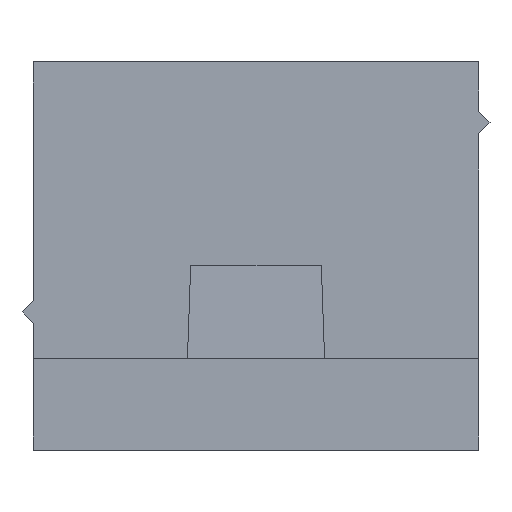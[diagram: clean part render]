
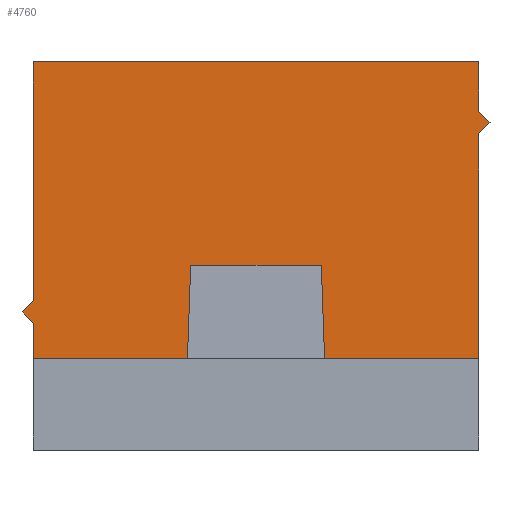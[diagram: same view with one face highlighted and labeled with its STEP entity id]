
A CAD part, left-side view. The second image highlights one B-rep face of the part: STEP entity #4760.
In plain terms, the highlighted face is planar.
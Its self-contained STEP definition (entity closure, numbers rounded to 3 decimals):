
#250=CARTESIAN_POINT('',(1.078,19.,
15.));
#260=DIRECTION('',(1.,0.,0.));
#270=VECTOR('',#260,1.);
#280=LINE('',#250,#270);
#290=CARTESIAN_POINT('',(-56.15,19.,
15.));
#300=VERTEX_POINT('',#290);
#310=CARTESIAN_POINT('',(-36.65,19.,
15.));
#320=VERTEX_POINT('',#310);
#330=EDGE_CURVE('',#300,#320,#280,.T.);
#1720=CARTESIAN_POINT('',(-36.65,19.,
3.55));
#1730=VERTEX_POINT('',#1720);
#1780=CARTESIAN_POINT('',(-36.65,19.,
0.));
#1790=DIRECTION('',(0.,0.,1.));
#1800=VECTOR('',#1790,1.);
#1810=LINE('',#1780,#1800);
#1820=CARTESIAN_POINT('',(-36.65,19.,
2.));
#1830=VERTEX_POINT('',#1820);
#1840=EDGE_CURVE('',#1830,#1730,#1810,.T.);
#2340=CARTESIAN_POINT('',(-36.15,19.,
4.05));
#2350=VERTEX_POINT('',#2340);
#2380=CARTESIAN_POINT('',(0.578,19.,
40.778));
#2390=DIRECTION('',(-0.707,0.,
-0.707));
#2400=VECTOR('',#2390,1.);
#2410=LINE('',#2380,#2400);
#2420=EDGE_CURVE('',#2350,#1730,#2410,.T.);
#2730=CARTESIAN_POINT('',(-56.15,19.,
2.));
#2740=VERTEX_POINT('',#2730);
#2770=CARTESIAN_POINT('',(-56.15,19.,
0.));
#2780=DIRECTION('',(0.,0.,-1.));
#2790=VECTOR('',#2780,1.);
#2800=LINE('',#2770,#2790);
#2810=CARTESIAN_POINT('',(-56.15,19.,11.85));
#2820=VERTEX_POINT('',#2810);
#2830=EDGE_CURVE('',#2820,#2740,#2800,.T.);
#3140=CARTESIAN_POINT('',(-44.3,19.,
0.));
#3150=DIRECTION('',(-0.707,0.,
0.707));
#3160=VECTOR('',#3150,1.);
#3170=LINE('',#3140,#3160);
#3180=CARTESIAN_POINT('',(-56.65,19.,
12.35));
#3190=VERTEX_POINT('',#3180);
#3200=EDGE_CURVE('',#2820,#3190,#3170,.T.);
#3520=CARTESIAN_POINT('',(-56.15,19.,
0.));
#3530=DIRECTION('',(0.,0.,-1.));
#3540=VECTOR('',#3530,1.);
#3550=LINE('',#3520,#3540);
#3560=CARTESIAN_POINT('',(-56.15,19.,12.85));
#3570=VERTEX_POINT('',#3560);
#3580=EDGE_CURVE('',#300,#3570,#3550,.T.);
#3900=CARTESIAN_POINT('',(1.078,19.,
70.078));
#3910=DIRECTION('',(0.707,0.,
0.707));
#3920=VECTOR('',#3910,1.);
#3930=LINE('',#3900,#3920);
#3940=EDGE_CURVE('',#3190,#3570,#3930,.T.);
#4140=CARTESIAN_POINT('',(-46.4,19.,
5.75));
#4150=DIRECTION('',(0.,-1.,0.));
#4160=DIRECTION('',(1.,0.,0.));
#4170=AXIS2_PLACEMENT_3D('',#4140,#4150,#4160);
#4180=PLANE('',#4170);
#4190=CARTESIAN_POINT('',(-44.827,19.,
0.));
#4200=DIRECTION('',(0.035,0.,
-0.999));
#4210=VECTOR('',#4200,1.);
#4220=LINE('',#4190,#4210);
#4230=CARTESIAN_POINT('',(-45.04,19.,
6.1));
#4240=VERTEX_POINT('',#4230);
#4250=CARTESIAN_POINT('',(-44.897,19.,
2.));
#4260=VERTEX_POINT('',#4250);
#4270=EDGE_CURVE('',#4240,#4260,#4220,.T.);
#4280=ORIENTED_EDGE('',*,*,#4270,.F.);
#4290=CARTESIAN_POINT('',(1.078,19.,
2.));
#4300=DIRECTION('',(1.,0.,0.));
#4310=VECTOR('',#4300,1.);
#4320=LINE('',#4290,#4310);
#4330=EDGE_CURVE('',#4260,#1830,#4320,.T.);
#4340=ORIENTED_EDGE('',*,*,#4330,.F.);
#4350=ORIENTED_EDGE('',*,*,#1840,.F.);
#4360=ORIENTED_EDGE('',*,*,#2420,.T.);
#4370=CARTESIAN_POINT('',(0.578,19.,
-32.678));
#4380=DIRECTION('',(0.707,0.,
-0.707));
#4390=VECTOR('',#4380,1.);
#4400=LINE('',#4370,#4390);
#4410=CARTESIAN_POINT('',(-36.65,19.,
4.55));
#4420=VERTEX_POINT('',#4410);
#4430=EDGE_CURVE('',#4420,#2350,#4400,.T.);
#4440=ORIENTED_EDGE('',*,*,#4430,.T.);
#4450=CARTESIAN_POINT('',(-36.65,19.,
0.));
#4460=DIRECTION('',(0.,0.,1.));
#4470=VECTOR('',#4460,1.);
#4480=LINE('',#4450,#4470);
#4490=EDGE_CURVE('',#4420,#320,#4480,.T.);
#4500=ORIENTED_EDGE('',*,*,#4490,.F.);
#4510=ORIENTED_EDGE('',*,*,#330,.T.);
#4520=ORIENTED_EDGE('',*,*,#3580,.F.);
#4530=ORIENTED_EDGE('',*,*,#3940,.T.);
#4540=ORIENTED_EDGE('',*,*,#3200,.T.);
#4550=ORIENTED_EDGE('',*,*,#2830,.F.);
#4560=CARTESIAN_POINT('',(-47.903,19.,
2.));
#4570=VERTEX_POINT('',#4560);
#4580=EDGE_CURVE('',#2740,#4570,#4320,.T.);
#4590=ORIENTED_EDGE('',*,*,#4580,.F.);
#4600=CARTESIAN_POINT('',(-47.973,19.,
0.));
#4610=DIRECTION('',(0.035,0.,
0.999));
#4620=VECTOR('',#4610,1.);
#4630=LINE('',#4600,#4620);
#4640=CARTESIAN_POINT('',(-47.76,19.,
6.1));
#4650=VERTEX_POINT('',#4640);
#4660=EDGE_CURVE('',#4570,#4650,#4630,.T.);
#4670=ORIENTED_EDGE('',*,*,#4660,.F.);
#4680=CARTESIAN_POINT('',(1.078,19.,
6.1));
#4690=DIRECTION('',(-1.,0.,0.));
#4700=VECTOR('',#4690,1.);
#4710=LINE('',#4680,#4700);
#4720=EDGE_CURVE('',#4240,#4650,#4710,.T.);
#4730=ORIENTED_EDGE('',*,*,#4720,.T.);
#4740=EDGE_LOOP('',(#4730,#4670,#4590,#4550,#4540,#4530,#4520,#4510,
#4500,#4440,#4360,#4350,#4340,#4280));
#4750=FACE_OUTER_BOUND('',#4740,.T.);
#4760=ADVANCED_FACE('',(#4750),#4180,.F.);
